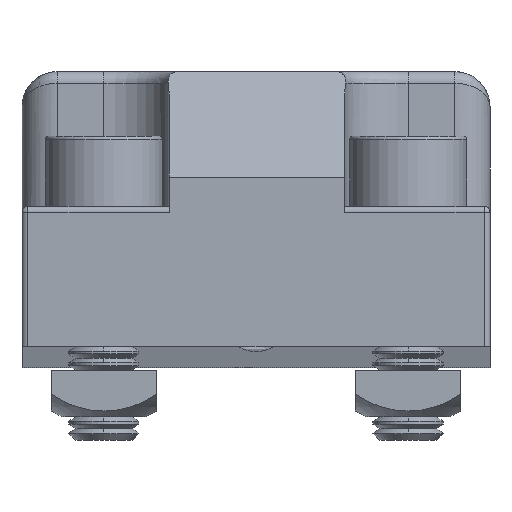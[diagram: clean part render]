
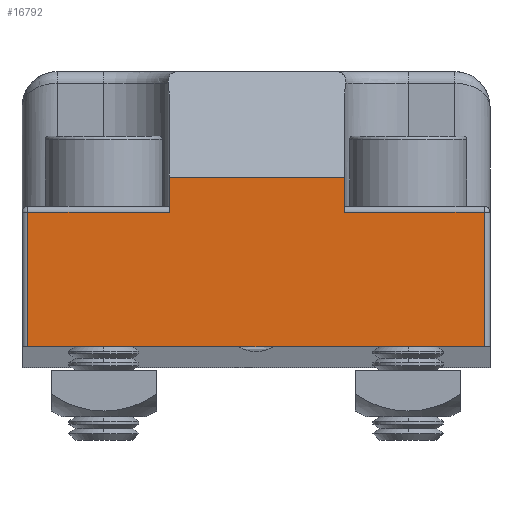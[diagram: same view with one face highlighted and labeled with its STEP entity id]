
A CAD part, front view. The second image highlights one B-rep face of the part: STEP entity #16792.
In plain terms, the highlighted planar face has unit normal (0, -1, 0).
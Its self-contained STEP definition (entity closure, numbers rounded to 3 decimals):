
#743 = EDGE_LOOP ( 'NONE', ( #3445, #22476, #10566, #33712, #14290, #18784, #35039, #7041 ) ) ;
#1463 = VERTEX_POINT ( 'NONE', #29181 ) ;
#1503 = CARTESIAN_POINT ( 'NONE',  ( -91.9, -5.121, 1.571 ) ) ;
#1825 = FACE_OUTER_BOUND ( 'NONE', #743, .T. ) ;
#2009 = VECTOR ( 'NONE', #22796, 1000. ) ;
#3241 = EDGE_CURVE ( 'NONE', #26549, #32901, #15842, .T. ) ;
#3445 = ORIENTED_EDGE ( 'NONE', *, *, #8163, .T. ) ;
#3533 = VECTOR ( 'NONE', #8436, 1000. ) ;
#3619 = VERTEX_POINT ( 'NONE', #24119 ) ;
#3748 = DIRECTION ( 'NONE',  ( 0., 0., -1. ) ) ;
#4114 = EDGE_CURVE ( 'NONE', #14116, #26549, #35354, .T. ) ;
#4292 = CARTESIAN_POINT ( 'NONE',  ( -76.938, -5.121, 1.571 ) ) ;
#6178 = DIRECTION ( 'NONE',  ( 0., 0., 1. ) ) ;
#6520 = CARTESIAN_POINT ( 'NONE',  ( -104.495, -5.121, 1.571 ) ) ;
#7041 = ORIENTED_EDGE ( 'NONE', *, *, #16274, .T. ) ;
#7640 = EDGE_CURVE ( 'NONE', #32901, #3619, #18902, .T. ) ;
#7923 = CARTESIAN_POINT ( 'NONE',  ( -103.995, -5.121, -9.929 ) ) ;
#8163 = EDGE_CURVE ( 'NONE', #26140, #11585, #31417, .T. ) ;
#8436 = DIRECTION ( 'NONE',  ( 0., 0., -1. ) ) ;
#8853 = EDGE_CURVE ( 'NONE', #12370, #14116, #28596, .T. ) ;
#9810 = VECTOR ( 'NONE', #14961, 1000. ) ;
#10041 = VECTOR ( 'NONE', #21501, 1000. ) ;
#10566 = ORIENTED_EDGE ( 'NONE', *, *, #8853, .T. ) ;
#10891 = CARTESIAN_POINT ( 'NONE',  ( -64.995, -5.121, 13.571 ) ) ;
#11585 = VERTEX_POINT ( 'NONE', #15572 ) ;
#11977 = VECTOR ( 'NONE', #29573, 1000. ) ;
#12370 = VERTEX_POINT ( 'NONE', #35370 ) ;
#14116 = VERTEX_POINT ( 'NONE', #1503 ) ;
#14290 = ORIENTED_EDGE ( 'NONE', *, *, #3241, .T. ) ;
#14830 = EDGE_CURVE ( 'NONE', #3619, #1463, #31005, .T. ) ;
#14961 = DIRECTION ( 'NONE',  ( -1., 0., 0. ) ) ;
#15572 = CARTESIAN_POINT ( 'NONE',  ( -76.938, -5.121, 4.571 ) ) ;
#15673 = DIRECTION ( 'NONE',  ( 1., 0., 0. ) ) ;
#15842 = LINE ( 'NONE', #28760, #32288 ) ;
#15843 = VECTOR ( 'NONE', #6178, 1000. ) ;
#16274 = EDGE_CURVE ( 'NONE', #1463, #26140, #17382, .T. ) ;
#16792 = ADVANCED_FACE ( 'NONE', ( #1825 ), #32472, .F. ) ;
#17382 = LINE ( 'NONE', #24547, #10041 ) ;
#18773 = CARTESIAN_POINT ( 'NONE',  ( -64.495, -5.121, -9.929 ) ) ;
#18784 = ORIENTED_EDGE ( 'NONE', *, *, #7640, .T. ) ;
#18902 = LINE ( 'NONE', #18773, #11977 ) ;
#19955 = CARTESIAN_POINT ( 'NONE',  ( -103.995, -5.121, 1.571 ) ) ;
#21118 = EDGE_CURVE ( 'NONE', #11585, #12370, #23567, .T. ) ;
#21501 = DIRECTION ( 'NONE',  ( -1., 0., 0. ) ) ;
#22476 = ORIENTED_EDGE ( 'NONE', *, *, #21118, .T. ) ;
#22729 = CARTESIAN_POINT ( 'NONE',  ( -76.938, -5.121, 13.571 ) ) ;
#22796 = DIRECTION ( 'NONE',  ( -1., 0., 0. ) ) ;
#23567 = LINE ( 'NONE', #33559, #2009 ) ;
#23929 = DIRECTION ( 'NONE',  ( 0., 1., 0. ) ) ;
#24119 = CARTESIAN_POINT ( 'NONE',  ( -64.995, -5.121, -9.929 ) ) ;
#24547 = CARTESIAN_POINT ( 'NONE',  ( -76.938, -5.121, 1.571 ) ) ;
#24922 = CARTESIAN_POINT ( 'NONE',  ( -91.9, -5.121, 13.571 ) ) ;
#26140 = VERTEX_POINT ( 'NONE', #4292 ) ;
#26549 = VERTEX_POINT ( 'NONE', #19955 ) ;
#28596 = LINE ( 'NONE', #24922, #3533 ) ;
#28760 = CARTESIAN_POINT ( 'NONE',  ( -103.995, -5.121, 13.571 ) ) ;
#29181 = CARTESIAN_POINT ( 'NONE',  ( -64.995, -5.121, 1.571 ) ) ;
#29573 = DIRECTION ( 'NONE',  ( 1., 0., 0. ) ) ;
#31005 = LINE ( 'NONE', #10891, #31857 ) ;
#31417 = LINE ( 'NONE', #22729, #15843 ) ;
#31639 = AXIS2_PLACEMENT_3D ( 'NONE', #31989, #23929, #15673 ) ;
#31857 = VECTOR ( 'NONE', #33042, 1000. ) ;
#31989 = CARTESIAN_POINT ( 'NONE',  ( -64.495, -5.121, 13.571 ) ) ;
#32288 = VECTOR ( 'NONE', #3748, 1000. ) ;
#32472 = PLANE ( 'NONE',  #31639 ) ;
#32901 = VERTEX_POINT ( 'NONE', #7923 ) ;
#33042 = DIRECTION ( 'NONE',  ( 0., 0., 1. ) ) ;
#33559 = CARTESIAN_POINT ( 'NONE',  ( -90.9, -5.121, 4.571 ) ) ;
#33712 = ORIENTED_EDGE ( 'NONE', *, *, #4114, .T. ) ;
#35039 = ORIENTED_EDGE ( 'NONE', *, *, #14830, .T. ) ;
#35354 = LINE ( 'NONE', #6520, #9810 ) ;
#35370 = CARTESIAN_POINT ( 'NONE',  ( -91.9, -5.121, 4.571 ) ) ;
